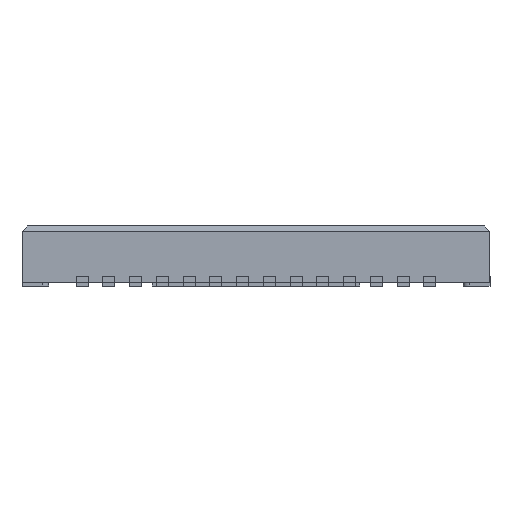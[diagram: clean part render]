
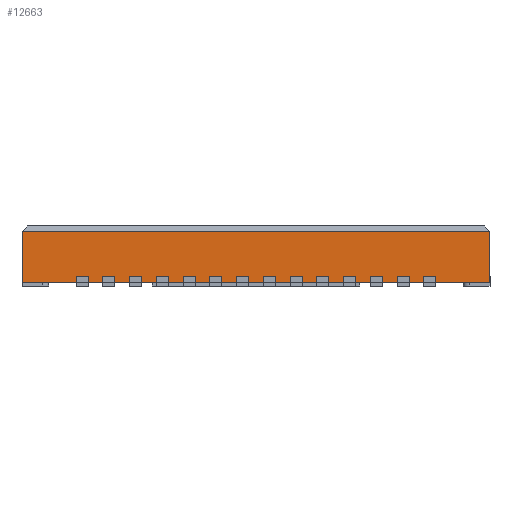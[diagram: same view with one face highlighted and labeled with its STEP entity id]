
A CAD part, left-side view. The second image highlights one B-rep face of the part: STEP entity #12663.
In plain terms, the highlighted planar face has unit normal (-1, 0, 0).
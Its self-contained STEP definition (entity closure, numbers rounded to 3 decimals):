
#200=PLANE('',#13382);
#1570=FACE_OUTER_BOUND('',#2347,.T.);
#2347=EDGE_LOOP('',(#9539,#9540,#9541,#9542));
#3124=LINE('',#22415,#4333);
#3127=LINE('',#22421,#4336);
#3130=LINE('',#22429,#4339);
#3131=LINE('',#22430,#4340);
#4333=VECTOR('',#14220,10.);
#4336=VECTOR('',#14225,10.);
#4339=VECTOR('',#14234,10.);
#4340=VECTOR('',#14235,10.);
#5816=VERTEX_POINT('',#22407);
#5817=VERTEX_POINT('',#22411);
#5819=VERTEX_POINT('',#22419);
#5821=VERTEX_POINT('',#22428);
#7216=EDGE_CURVE('',#5817,#5816,#3124,.T.);
#7219=EDGE_CURVE('',#5817,#5819,#3127,.T.);
#7222=EDGE_CURVE('',#5821,#5819,#3130,.T.);
#7223=EDGE_CURVE('',#5816,#5821,#3131,.T.);
#9539=ORIENTED_EDGE('',*,*,#7216,.F.);
#9540=ORIENTED_EDGE('',*,*,#7219,.T.);
#9541=ORIENTED_EDGE('',*,*,#7222,.F.);
#9542=ORIENTED_EDGE('',*,*,#7223,.F.);
#12663=ADVANCED_FACE('',(#1570),#200,.T.);
#13382=AXIS2_PLACEMENT_3D('',#22427,#14232,#14233);
#14220=DIRECTION('',(0.,-1.,0.));
#14225=DIRECTION('',(0.,0.,-1.));
#14232=DIRECTION('center_axis',(-1.,0.,0.));
#14233=DIRECTION('ref_axis',(0.,1.,0.));
#14234=DIRECTION('',(0.,1.,0.));
#14235=DIRECTION('',(0.,0.,-1.));
#22407=CARTESIAN_POINT('',(-3.5,-3.5,0.815));
#22411=CARTESIAN_POINT('',(-3.5,3.5,0.815));
#22415=CARTESIAN_POINT('',(-3.5,-1.75,0.815));
#22419=CARTESIAN_POINT('',(-3.5,3.5,0.05));
#22421=CARTESIAN_POINT('',(-3.5,3.5,0.9));
#22427=CARTESIAN_POINT('Origin',(-3.5,-3.5,0.9));
#22428=CARTESIAN_POINT('',(-3.5,-3.5,0.05));
#22429=CARTESIAN_POINT('',(-3.5,3.5,0.05));
#22430=CARTESIAN_POINT('',(-3.5,-3.5,0.9));
